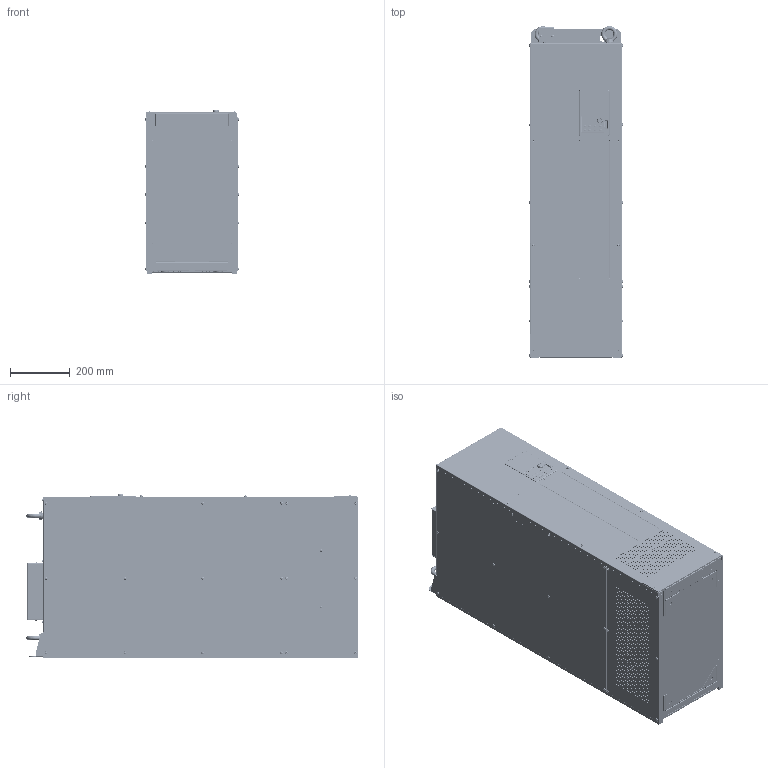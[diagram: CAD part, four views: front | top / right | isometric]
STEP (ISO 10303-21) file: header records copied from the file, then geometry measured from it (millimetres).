
FILE_DESCRIPTION (( 'STEP AP214' ), '1' );
FILE_NAME ('FC-430-K_1.STEP', '2025-05-06T13:59:51', ( '' ), ( '' ), 'SwSTEP 2.0', 'SolidWorks 2022', '' );
FILE_SCHEMA (( 'AUTOMOTIVE_DESIGN' ));
Length unit declared in the file: millimetre
Products named in the file (1): FC-430-K_1
Bounding box: 314.71 x 1113.05 x 552.05 mm (x, y, z)
Volume: 171838791.7 mm3; surface area: 2978774.2 mm2
Topology: 1 solids, 106 shells, 8690 faces, 21675 edges, 13639 vertices
Faces by surface type: plane 3991, cylinder 2915, torus 875, sphere 430, bspline 321, cone 158
Entity records: 375042 total; most frequent: CARTESIAN_POINT 74151, DIRECTION 45900, ORIENTED_EDGE 43166, EDGE_CURVE 21583, AXIS2_PLACEMENT_3D 17724, VERTEX_POINT 13631, VECTOR 10452, LINE 10452
